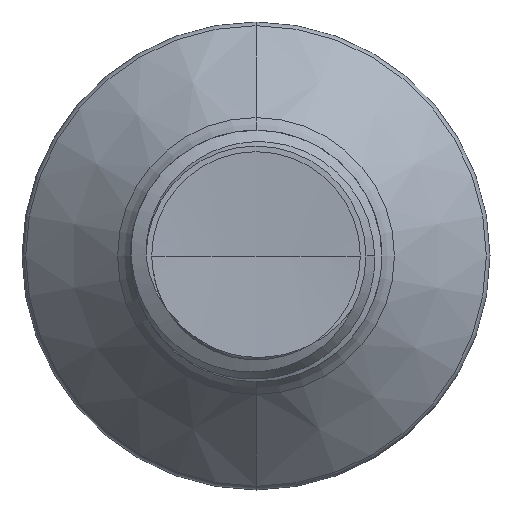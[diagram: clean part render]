
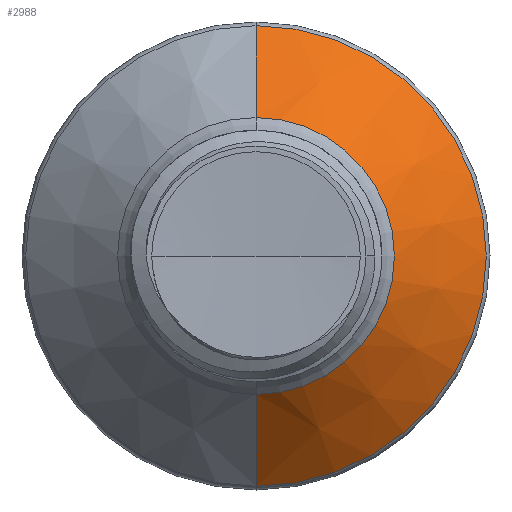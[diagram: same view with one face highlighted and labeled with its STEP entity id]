
A CAD part, front view. The second image highlights one B-rep face of the part: STEP entity #2988.
In plain terms, the highlighted conical face has half-angle 45 degrees and reference radius 2.75 mm.
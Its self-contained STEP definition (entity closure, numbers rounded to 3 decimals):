
#529 = VECTOR ( 'NONE', #5323, 1000. ) ;
#1027 = CARTESIAN_POINT ( 'NONE',  ( 0., 4.865, 2.75 ) ) ;
#1423 = CARTESIAN_POINT ( 'NONE',  ( 0., 6.692, -4.577 ) ) ;
#1748 = CARTESIAN_POINT ( 'NONE',  ( 0., 6.692, 4.577 ) ) ;
#1820 = VERTEX_POINT ( 'NONE', #1748 ) ;
#2009 = VERTEX_POINT ( 'NONE', #1423 ) ;
#2550 = VERTEX_POINT ( 'NONE', #1027 ) ;
#2738 = LINE ( 'NONE', #2968, #14287 ) ;
#2794 = DIRECTION ( 'NONE',  ( 0., 0.707, -0.707 ) ) ;
#2968 = CARTESIAN_POINT ( 'NONE',  ( 0., 4.865, -2.75 ) ) ;
#2988 = ADVANCED_FACE ( 'NONE', ( #6482 ), #8695, .T. ) ;
#3234 = DIRECTION ( 'NONE',  ( 0., 1., 0. ) ) ;
#3299 = ORIENTED_EDGE ( 'NONE', *, *, #4135, .F. ) ;
#3643 = EDGE_LOOP ( 'NONE', ( #12703, #3757, #3299, #13080 ) ) ;
#3757 = ORIENTED_EDGE ( 'NONE', *, *, #9745, .T. ) ;
#4135 = EDGE_CURVE ( 'NONE', #1820, #2009, #7493, .T. ) ;
#4158 = EDGE_CURVE ( 'NONE', #2550, #1820, #11622, .T. ) ;
#4244 = EDGE_CURVE ( 'NONE', #2550, #12140, #7087, .T. ) ;
#4582 = AXIS2_PLACEMENT_3D ( 'NONE', #4688, #4635, #4594 ) ;
#4594 = DIRECTION ( 'NONE',  ( 0., 0., 1. ) ) ;
#4624 = AXIS2_PLACEMENT_3D ( 'NONE', #5395, #5378, #5366 ) ;
#4635 = DIRECTION ( 'NONE',  ( 0., 1., 0. ) ) ;
#4688 = CARTESIAN_POINT ( 'NONE',  ( 0., 4.865, 0. ) ) ;
#5023 = AXIS2_PLACEMENT_3D ( 'NONE', #12025, #3234, #11699 ) ;
#5323 = DIRECTION ( 'NONE',  ( 0., 0.707, 0.707 ) ) ;
#5366 = DIRECTION ( 'NONE',  ( 0., 0., 1. ) ) ;
#5378 = DIRECTION ( 'NONE',  ( 0., 1., 0. ) ) ;
#5395 = CARTESIAN_POINT ( 'NONE',  ( 0., 6.692, 0. ) ) ;
#6482 = FACE_OUTER_BOUND ( 'NONE', #3643, .T. ) ;
#7087 = CIRCLE ( 'NONE', #4582, 2.75 ) ;
#7394 = CARTESIAN_POINT ( 'NONE',  ( 0., 4.865, 2.75 ) ) ;
#7493 = CIRCLE ( 'NONE', #4624, 4.577 ) ;
#8695 = CONICAL_SURFACE ( 'NONE', #5023, 2.75, 0.785 ) ;
#9745 = EDGE_CURVE ( 'NONE', #12140, #2009, #2738, .T. ) ;
#11622 = LINE ( 'NONE', #7394, #529 ) ;
#11699 = DIRECTION ( 'NONE',  ( 0., 0., 1. ) ) ;
#12025 = CARTESIAN_POINT ( 'NONE',  ( 0., 4.865, 0. ) ) ;
#12140 = VERTEX_POINT ( 'NONE', #12142 ) ;
#12142 = CARTESIAN_POINT ( 'NONE',  ( 0., 4.865, -2.75 ) ) ;
#12703 = ORIENTED_EDGE ( 'NONE', *, *, #4244, .T. ) ;
#13080 = ORIENTED_EDGE ( 'NONE', *, *, #4158, .F. ) ;
#14287 = VECTOR ( 'NONE', #2794, 1000. ) ;
